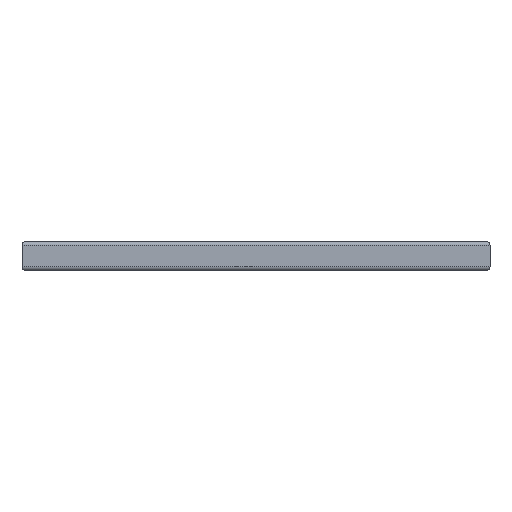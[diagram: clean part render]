
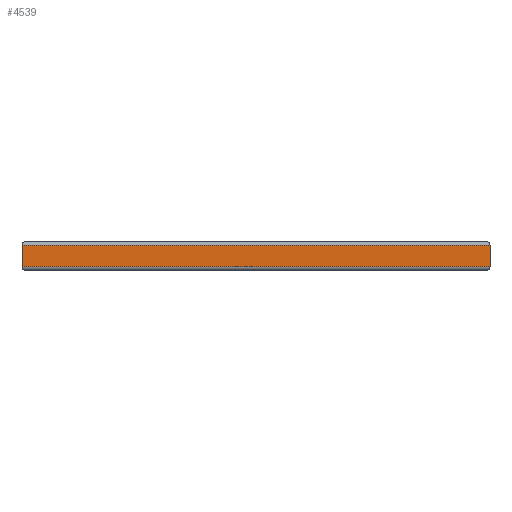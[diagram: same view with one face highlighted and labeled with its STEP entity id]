
A CAD part, left-side view. The second image highlights one B-rep face of the part: STEP entity #4539.
In plain terms, the highlighted planar face has unit normal (-1, 0, 0).
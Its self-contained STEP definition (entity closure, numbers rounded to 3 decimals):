
#312=CARTESIAN_POINT('Vertex',(-650.,650.,30.)) ;
#376=CARTESIAN_POINT('Vertex',(-650.,-650.,30.)) ;
#386=CARTESIAN_POINT('Line Origine',(-650.,0.,30.)) ;
#4496=CARTESIAN_POINT('Vertex',(-650.,650.,-30.)) ;
#4499=CARTESIAN_POINT('Line Origine',(-650.,650.,0.)) ;
#4516=CARTESIAN_POINT('Axis2P3D Location',(-650.,-650.,0.)) ;
#4521=CARTESIAN_POINT('Line Origine',(-650.,0.,-30.)) ;
#4525=CARTESIAN_POINT('Vertex',(-650.,-650.,-30.)) ;
#4528=CARTESIAN_POINT('Line Origine',(-650.,-650.,0.)) ;
#387=DIRECTION('Vector Direction',(0.,1.,0.)) ;
#4500=DIRECTION('Vector Direction',(0.,0.,1.)) ;
#4517=DIRECTION('Axis2P3D Direction',(1.,0.,0.)) ;
#4518=DIRECTION('Axis2P3D XDirection',(0.,1.,0.)) ;
#4522=DIRECTION('Vector Direction',(0.,1.,0.)) ;
#4529=DIRECTION('Vector Direction',(0.,0.,1.)) ;
#4519=AXIS2_PLACEMENT_3D('Plane Axis2P3D',#4516,#4517,#4518) ;
#4534=ORIENTED_EDGE('',*,*,#4527,.T.) ;
#4535=ORIENTED_EDGE('',*,*,#4532,.T.) ;
#4536=ORIENTED_EDGE('',*,*,#390,.F.) ;
#4537=ORIENTED_EDGE('',*,*,#4503,.F.) ;
#388=VECTOR('Line Direction',#387,1.) ;
#4501=VECTOR('Line Direction',#4500,1.) ;
#4523=VECTOR('Line Direction',#4522,1.) ;
#4530=VECTOR('Line Direction',#4529,1.) ;
#4539=ADVANCED_FACE('Corps principal',(#4538),#4520,.F.) ;
#390=EDGE_CURVE('',#313,#377,#389,.F.) ;
#4503=EDGE_CURVE('',#4497,#313,#4502,.T.) ;
#4527=EDGE_CURVE('',#4497,#4526,#4524,.F.) ;
#4532=EDGE_CURVE('',#4526,#377,#4531,.T.) ;
#4533=EDGE_LOOP('',(#4534,#4535,#4536,#4537)) ;
#4538=FACE_OUTER_BOUND('',#4533,.T.) ;
#389=LINE('Line',#386,#388) ;
#4502=LINE('Line',#4499,#4501) ;
#4524=LINE('Line',#4521,#4523) ;
#4531=LINE('Line',#4528,#4530) ;
#4520=PLANE('',#4519) ;
#313=VERTEX_POINT('',#312) ;
#377=VERTEX_POINT('',#376) ;
#4497=VERTEX_POINT('',#4496) ;
#4526=VERTEX_POINT('',#4525) ;
